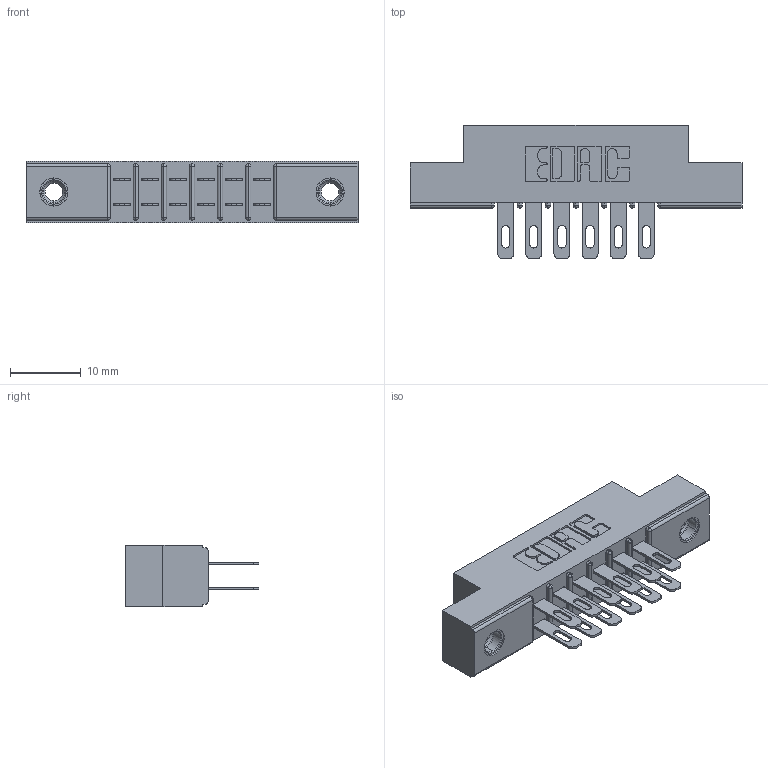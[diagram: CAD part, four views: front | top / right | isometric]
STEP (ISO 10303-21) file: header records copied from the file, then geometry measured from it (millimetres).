
FILE_DESCRIPTION (( 'STEP AP203' ), '1' );
FILE_NAME ('315-012-500-207.STEP', '2019-09-10T13:13:46', ( '' ), ( '' ), 'SwSTEP 2.0', 'SolidWorks 2016', '' );
FILE_SCHEMA (( 'CONFIG_CONTROL_DESIGN' ));
Length unit declared in the file: inch
Products named in the file (4): 305-290-001_500; 315-012-500-207; 345-250-001_345-250-005-103; 305 Part_.156 Dia
Assembly tree (15 placements, depth 2):
  315-012-500-207
    305 Part_.156 Dia
    305-290-001_500  x12
    345-250-001_345-250-005-103  x2
Bounding box: 46.79 x 18.85 x 8.71 mm (x, y, z)
Volume: 2986.2 mm3; surface area: 4938.8 mm2
Topology: 15 solids, 15 shells, 776 faces, 2174 edges, 1408 vertices
Faces by surface type: plane 436, cylinder 300, sphere 24, cone 12, torus 4
Entity records: 12086 total; most frequent: CARTESIAN_POINT 1983, DIRECTION 1960, ORIENTED_EDGE 1956, EDGE_CURVE 978, LINE 746, VECTOR 746, VERTEX_POINT 630, AXIS2_PLACEMENT_3D 607
